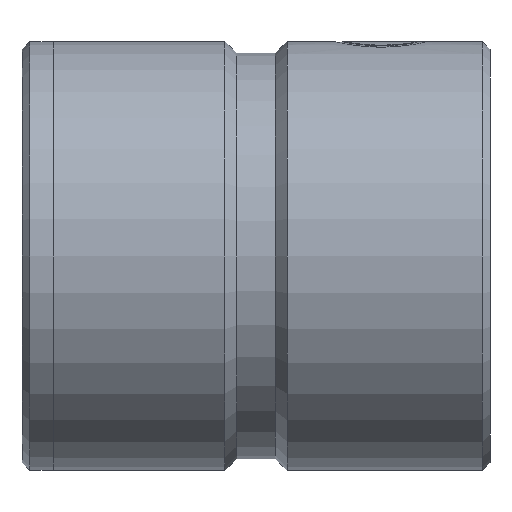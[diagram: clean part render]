
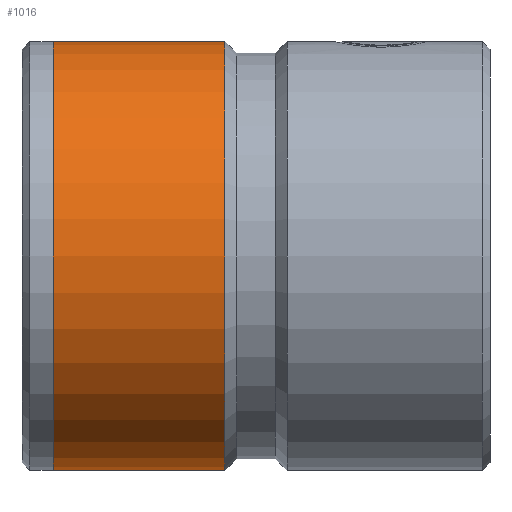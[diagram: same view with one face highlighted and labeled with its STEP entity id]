
A CAD part, left-side view. The second image highlights one B-rep face of the part: STEP entity #1016.
In plain terms, the highlighted cylindrical face has radius 27.5 mm (diameter 55 mm), a partial arc.
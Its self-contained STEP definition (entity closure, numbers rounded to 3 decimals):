
#96 = EDGE_CURVE ( 'NONE', #357, #838, #1397, .T. ) ;
#109 = VECTOR ( 'NONE', #723, 1000. ) ;
#131 = CIRCLE ( 'NONE', #1289, 27.5 ) ;
#199 = ORIENTED_EDGE ( 'NONE', *, *, #364, .F. ) ;
#277 = DIRECTION ( 'NONE',  ( 0., -1., 0. ) ) ;
#339 = ORIENTED_EDGE ( 'NONE', *, *, #1316, .F. ) ;
#348 = ORIENTED_EDGE ( 'NONE', *, *, #902, .T. ) ;
#357 = VERTEX_POINT ( 'NONE', #1551 ) ;
#364 = EDGE_CURVE ( 'NONE', #1393, #838, #131, .T. ) ;
#549 = AXIS2_PLACEMENT_3D ( 'NONE', #1370, #1620, #1007 ) ;
#640 = CYLINDRICAL_SURFACE ( 'NONE', #549, 27.5 ) ;
#685 = DIRECTION ( 'NONE',  ( 0., -1., 0. ) ) ;
#723 = DIRECTION ( 'NONE',  ( 0., -1., 0. ) ) ;
#725 = VECTOR ( 'NONE', #1318, 1000. ) ;
#785 = CARTESIAN_POINT ( 'NONE',  ( 0., 56., 27.5 ) ) ;
#804 = CARTESIAN_POINT ( 'NONE',  ( 0., 0., -27.5 ) ) ;
#828 = LINE ( 'NONE', #1368, #109 ) ;
#838 = VERTEX_POINT ( 'NONE', #960 ) ;
#902 = EDGE_CURVE ( 'NONE', #1432, #357, #1052, .T. ) ;
#960 = CARTESIAN_POINT ( 'NONE',  ( 0., 34., -27.5 ) ) ;
#1001 = ORIENTED_EDGE ( 'NONE', *, *, #96, .T. ) ;
#1007 = DIRECTION ( 'NONE',  ( 0., 0., -1. ) ) ;
#1016 = ADVANCED_FACE ( 'NONE', ( #1324 ), #640, .T. ) ;
#1052 = CIRCLE ( 'NONE', #1148, 27.5 ) ;
#1053 = CARTESIAN_POINT ( 'NONE',  ( 0., 56., 0. ) ) ;
#1148 = AXIS2_PLACEMENT_3D ( 'NONE', #1053, #277, #1180 ) ;
#1180 = DIRECTION ( 'NONE',  ( 0., 0., -1. ) ) ;
#1289 = AXIS2_PLACEMENT_3D ( 'NONE', #1446, #685, #1568 ) ;
#1295 = CARTESIAN_POINT ( 'NONE',  ( 0., 34., 27.5 ) ) ;
#1316 = EDGE_CURVE ( 'NONE', #1432, #1393, #828, .T. ) ;
#1318 = DIRECTION ( 'NONE',  ( 0., -1., 0. ) ) ;
#1324 = FACE_OUTER_BOUND ( 'NONE', #1394, .T. ) ;
#1368 = CARTESIAN_POINT ( 'NONE',  ( 0., 0., 27.5 ) ) ;
#1370 = CARTESIAN_POINT ( 'NONE',  ( 0., 0., 0. ) ) ;
#1393 = VERTEX_POINT ( 'NONE', #1295 ) ;
#1394 = EDGE_LOOP ( 'NONE', ( #339, #348, #1001, #199 ) ) ;
#1397 = LINE ( 'NONE', #804, #725 ) ;
#1432 = VERTEX_POINT ( 'NONE', #785 ) ;
#1446 = CARTESIAN_POINT ( 'NONE',  ( 0., 34., 0. ) ) ;
#1551 = CARTESIAN_POINT ( 'NONE',  ( 0., 56., -27.5 ) ) ;
#1568 = DIRECTION ( 'NONE',  ( 0., 0., -1. ) ) ;
#1620 = DIRECTION ( 'NONE',  ( 0., -1., 0. ) ) ;
